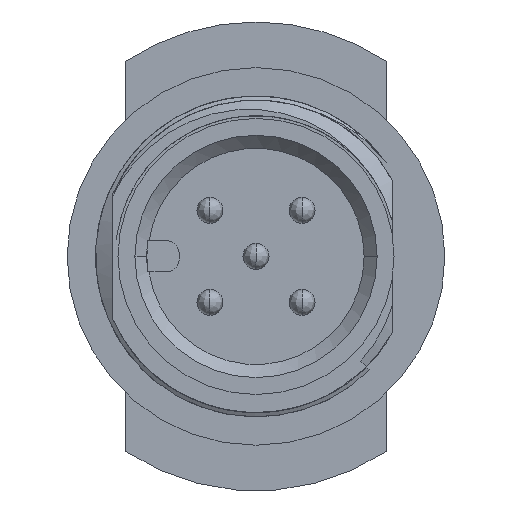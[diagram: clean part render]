
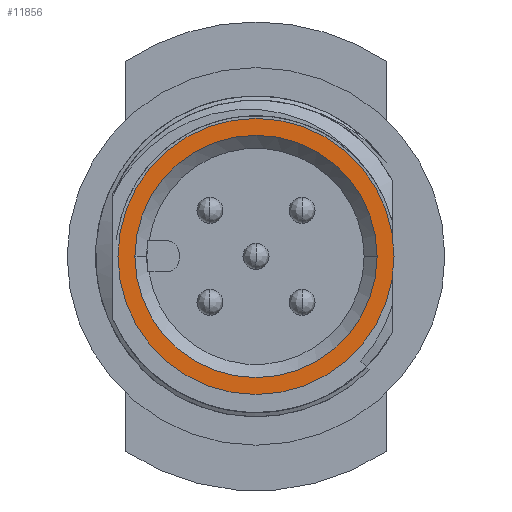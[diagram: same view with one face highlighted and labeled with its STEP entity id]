
A CAD part, left-side view. The second image highlights one B-rep face of the part: STEP entity #11856.
In plain terms, the highlighted planar face has unit normal (-1, 0, 0).
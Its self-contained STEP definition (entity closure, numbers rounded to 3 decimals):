
#15 = CARTESIAN_POINT ( 'NONE',  ( -14.7, 0., 0. ) ) ;
#113 = DIRECTION ( 'NONE',  ( -1., 0., 0. ) ) ;
#599 = ORIENTED_EDGE ( 'NONE', *, *, #736, .T. ) ;
#736 = EDGE_CURVE ( 'NONE', #4976, #14730, #2580, .T. ) ;
#1522 = DIRECTION ( 'NONE',  ( 0., -1., 0. ) ) ;
#1830 = CARTESIAN_POINT ( 'NONE',  ( -14.7, 0., 0. ) ) ;
#1989 = VERTEX_POINT ( 'NONE', #15192 ) ;
#2459 = CARTESIAN_POINT ( 'NONE',  ( -14.7, 0., 0. ) ) ;
#2580 = CIRCLE ( 'NONE', #9870, 5.3 ) ;
#2924 = CARTESIAN_POINT ( 'NONE',  ( -14.7, 0., 0. ) ) ;
#3078 = FACE_BOUND ( 'NONE', #8435, .T. ) ;
#3211 = VERTEX_POINT ( 'NONE', #17345 ) ;
#3328 = DIRECTION ( 'NONE',  ( 0., -1., 0. ) ) ;
#3539 = FACE_OUTER_BOUND ( 'NONE', #18495, .T. ) ;
#3972 = DIRECTION ( 'NONE',  ( 0., 1., 0. ) ) ;
#4976 = VERTEX_POINT ( 'NONE', #11060 ) ;
#5027 = AXIS2_PLACEMENT_3D ( 'NONE', #1830, #12334, #3328 ) ;
#8435 = EDGE_LOOP ( 'NONE', ( #12996, #14507 ) ) ;
#8731 = CARTESIAN_POINT ( 'NONE',  ( -14.7, 5.3, 0. ) ) ;
#8970 = DIRECTION ( 'NONE',  ( 0., -1., 0. ) ) ;
#9112 = CARTESIAN_POINT ( 'NONE',  ( -14.7, 0., 0. ) ) ;
#9160 = CIRCLE ( 'NONE', #5027, 4.65 ) ;
#9627 = EDGE_CURVE ( 'NONE', #3211, #1989, #19032, .T. ) ;
#9870 = AXIS2_PLACEMENT_3D ( 'NONE', #9112, #113, #10633 ) ;
#10529 = DIRECTION ( 'NONE',  ( 1., 0., 0. ) ) ;
#10541 = EDGE_CURVE ( 'NONE', #14730, #4976, #17627, .T. ) ;
#10597 = AXIS2_PLACEMENT_3D ( 'NONE', #15, #10529, #1522 ) ;
#10633 = DIRECTION ( 'NONE',  ( 0., 1., 0. ) ) ;
#11060 = CARTESIAN_POINT ( 'NONE',  ( -14.7, -5.3, 0. ) ) ;
#11856 = ADVANCED_FACE ( 'NONE', ( #3539, #3078 ), #16377, .T. ) ;
#12161 = ORIENTED_EDGE ( 'NONE', *, *, #10541, .T. ) ;
#12334 = DIRECTION ( 'NONE',  ( 1., 0., 0. ) ) ;
#12830 = EDGE_CURVE ( 'NONE', #1989, #3211, #9160, .T. ) ;
#12978 = DIRECTION ( 'NONE',  ( -1., 0., 0. ) ) ;
#12996 = ORIENTED_EDGE ( 'NONE', *, *, #12830, .T. ) ;
#13196 = AXIS2_PLACEMENT_3D ( 'NONE', #2924, #17895, #8970 ) ;
#14507 = ORIENTED_EDGE ( 'NONE', *, *, #9627, .T. ) ;
#14730 = VERTEX_POINT ( 'NONE', #8731 ) ;
#15192 = CARTESIAN_POINT ( 'NONE',  ( -14.7, -4.65, 0. ) ) ;
#16377 = PLANE ( 'NONE',  #13196 ) ;
#17345 = CARTESIAN_POINT ( 'NONE',  ( -14.7, 4.65, 0. ) ) ;
#17627 = CIRCLE ( 'NONE', #18657, 5.3 ) ;
#17895 = DIRECTION ( 'NONE',  ( -1., 0., 0. ) ) ;
#18495 = EDGE_LOOP ( 'NONE', ( #12161, #599 ) ) ;
#18657 = AXIS2_PLACEMENT_3D ( 'NONE', #2459, #12978, #3972 ) ;
#19032 = CIRCLE ( 'NONE', #10597, 4.65 ) ;
